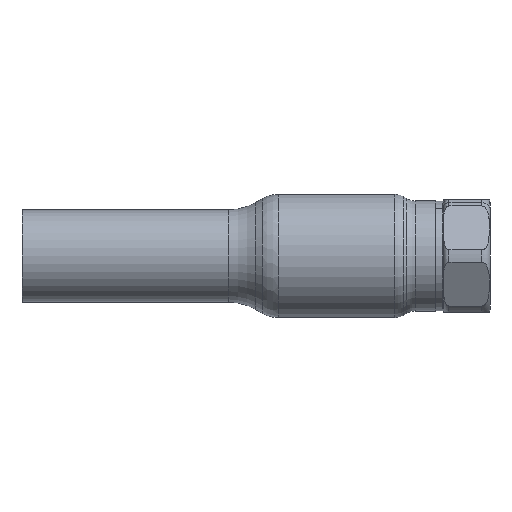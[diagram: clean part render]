
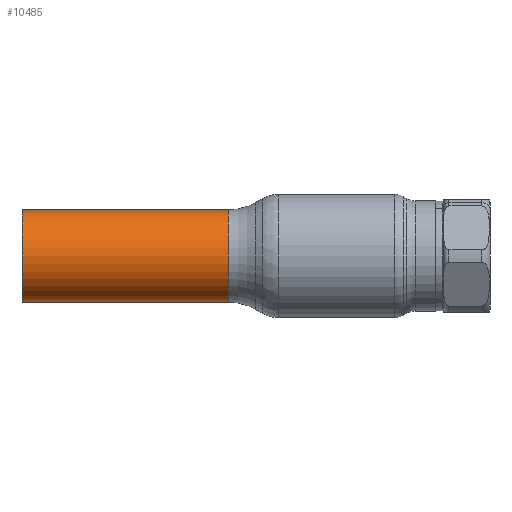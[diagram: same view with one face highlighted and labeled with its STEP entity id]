
A CAD part, front view. The second image highlights one B-rep face of the part: STEP entity #10485.
In plain terms, the highlighted cylindrical face has radius 16.85 mm (diameter 33.7 mm), a partial arc.
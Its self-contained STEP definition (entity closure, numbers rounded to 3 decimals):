
#1390 = EDGE_LOOP ( 'NONE', ( #7571, #57039, #27032, #24525 ) ) ;
#1837 = EDGE_CURVE ( 'NONE', #25506, #24844, #57382, .T. ) ;
#1993 = CARTESIAN_POINT ( 'NONE',  ( -115., 0., 0. ) ) ;
#2384 = DIRECTION ( 'NONE',  ( -1., 0., 0. ) ) ;
#7339 = AXIS2_PLACEMENT_3D ( 'NONE', #55453, #2384, #20176 ) ;
#7571 = ORIENTED_EDGE ( 'NONE', *, *, #49798, .F. ) ;
#7919 = VECTOR ( 'NONE', #48698, 1000. ) ;
#10485 = ADVANCED_FACE ( 'NONE', ( #21048 ), #33899, .T. ) ;
#16420 = DIRECTION ( 'NONE',  ( -1., 0., 0. ) ) ;
#20176 = DIRECTION ( 'NONE',  ( 0., 0., 1. ) ) ;
#21048 = FACE_OUTER_BOUND ( 'NONE', #1390, .T. ) ;
#24525 = ORIENTED_EDGE ( 'NONE', *, *, #52523, .F. ) ;
#24844 = VERTEX_POINT ( 'NONE', #50082 ) ;
#25506 = VERTEX_POINT ( 'NONE', #36129 ) ;
#25731 = CARTESIAN_POINT ( 'NONE',  ( -62.69, 0., -16.85 ) ) ;
#26314 = LINE ( 'NONE', #25731, #7919 ) ;
#27032 = ORIENTED_EDGE ( 'NONE', *, *, #49589, .T. ) ;
#32530 = CARTESIAN_POINT ( 'NONE',  ( -115., 0., 16.85 ) ) ;
#33899 = CYLINDRICAL_SURFACE ( 'NONE', #7339, 16.85 ) ;
#34138 = AXIS2_PLACEMENT_3D ( 'NONE', #48452, #16420, #34248 ) ;
#34248 = DIRECTION ( 'NONE',  ( 0., 0., 1. ) ) ;
#35550 = VERTEX_POINT ( 'NONE', #40862 ) ;
#35942 = CIRCLE ( 'NONE', #43453, 16.85 ) ;
#36129 = CARTESIAN_POINT ( 'NONE',  ( -39.645, 0., -16.85 ) ) ;
#40163 = CARTESIAN_POINT ( 'NONE',  ( -62.69, 0., 16.85 ) ) ;
#40365 = VERTEX_POINT ( 'NONE', #32530 ) ;
#40439 = LINE ( 'NONE', #40163, #43288 ) ;
#40862 = CARTESIAN_POINT ( 'NONE',  ( -115., 0., -16.85 ) ) ;
#41357 = DIRECTION ( 'NONE',  ( 0., 0., 1. ) ) ;
#43288 = VECTOR ( 'NONE', #44217, 1000. ) ;
#43453 = AXIS2_PLACEMENT_3D ( 'NONE', #1993, #46557, #41357 ) ;
#44217 = DIRECTION ( 'NONE',  ( -1., 0., 0. ) ) ;
#46557 = DIRECTION ( 'NONE',  ( -1., 0., 0. ) ) ;
#48452 = CARTESIAN_POINT ( 'NONE',  ( -39.645, 0., 0. ) ) ;
#48698 = DIRECTION ( 'NONE',  ( -1., 0., 0. ) ) ;
#49589 = EDGE_CURVE ( 'NONE', #24844, #40365, #40439, .T. ) ;
#49798 = EDGE_CURVE ( 'NONE', #25506, #35550, #26314, .T. ) ;
#50082 = CARTESIAN_POINT ( 'NONE',  ( -39.645, 0., 16.85 ) ) ;
#52523 = EDGE_CURVE ( 'NONE', #35550, #40365, #35942, .T. ) ;
#55453 = CARTESIAN_POINT ( 'NONE',  ( -62.69, 0., 0. ) ) ;
#57039 = ORIENTED_EDGE ( 'NONE', *, *, #1837, .T. ) ;
#57382 = CIRCLE ( 'NONE', #34138, 16.85 ) ;
